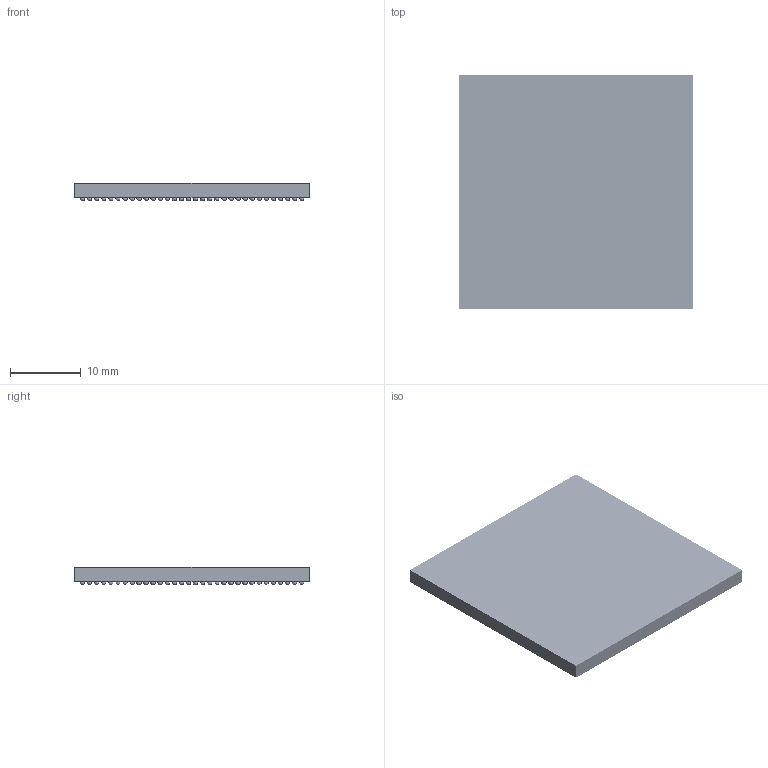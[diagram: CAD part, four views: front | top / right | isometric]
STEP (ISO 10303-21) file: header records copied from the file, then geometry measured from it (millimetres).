
FILE_DESCRIPTION(/* description */ ('model of BGA-1023_33.0x33.0mm_Layout32x32_P1.0mm'),/* implementation_level */ '2;1');
FILE_NAME(/* name */ 'BGA-1023_33.0x33.0mm_Layout32x32_P1.0mm.step',/* time_stamp */ '1970-01-01T00:00:00',/* author */ ('KiCAD','kicad'),/* organization */ ('OCCT'),/* preprocessor_version */ '',/* originating_system */ 'KiCAD',/* authorisation */ '');
FILE_SCHEMA(('AUTOMOTIVE_DESIGN { 1 0 10303 214 1 1 1 1 }'));
Length unit declared in the file: millimetre
Products named in the file (1): BGA-1023_33.0x33.0mm_Layout32x32_P1.0mm
Bounding box: 33.2 x 33.2 x 2.52 mm (x, y, z)
Volume: 2370.8 mm3; surface area: 3171.7 mm2
Topology: 1 solids, 1 shells, 1031 faces, 3084 edges, 2056 vertices
Faces by surface type: sphere 1023, plane 7, cylinder 1
Full cylindrical faces by diameter (mm): 3.32 x1
Entity records: 24732 total; most frequent: CARTESIAN_POINT 4105, ORIENTED_EDGE 3092, AXIS2_PLACEMENT_3D 3079, EDGE_CURVE 2061, VERTEX_POINT 2056, FACE_BOUND 2055, EDGE_LOOP 2055, CIRCLE 2048
